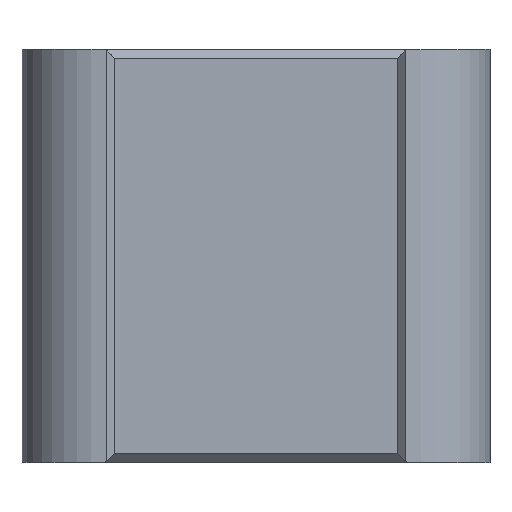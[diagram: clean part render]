
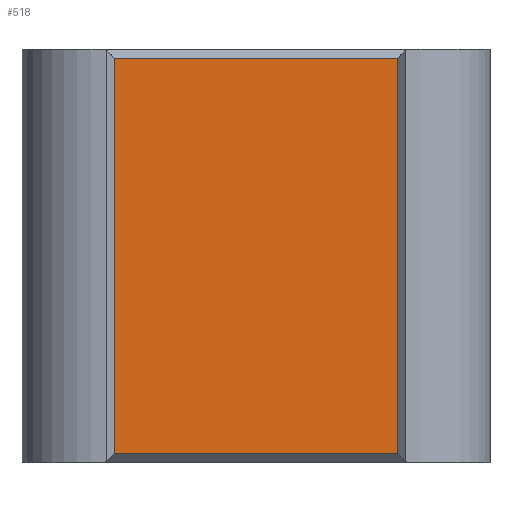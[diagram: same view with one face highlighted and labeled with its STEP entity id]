
A CAD part, top view. The second image highlights one B-rep face of the part: STEP entity #518.
In plain terms, the highlighted planar face has unit normal (0, 0, 1).
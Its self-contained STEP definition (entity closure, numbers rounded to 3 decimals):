
#479=CARTESIAN_POINT('',(0.,0.,0.));
#480=DIRECTION('',(0.,0.,1.));
#481=DIRECTION('',(1.,0.,0.));
#482=AXIS2_PLACEMENT_3D('',#479,#480,#481);
#483=PLANE('',#482);
#484=CARTESIAN_POINT('',(6.06,-7.304,-0.));
#485=VERTEX_POINT('',#484);
#486=CARTESIAN_POINT('',(6.06,7.304,-0.));
#487=VERTEX_POINT('',#486);
#488=CARTESIAN_POINT('',(6.06,-7.304,-0.));
#489=DIRECTION('',(0.,1.,0.));
#490=VECTOR('',#489,14.609);
#491=LINE('',#488,#490);
#492=EDGE_CURVE('',#485,#487,#491,.T.);
#493=ORIENTED_EDGE('',*,*,#492,.T.);
#494=CARTESIAN_POINT('',(-6.06,7.304,0.));
#495=VERTEX_POINT('',#494);
#496=CARTESIAN_POINT('',(6.06,7.304,0.));
#497=DIRECTION('',(-1.,0.,0.));
#498=VECTOR('',#497,12.12);
#499=LINE('',#496,#498);
#500=EDGE_CURVE('',#487,#495,#499,.T.);
#501=ORIENTED_EDGE('',*,*,#500,.T.);
#502=CARTESIAN_POINT('',(-6.06,-7.304,0.));
#503=VERTEX_POINT('',#502);
#504=CARTESIAN_POINT('',(-6.06,-7.304,0.));
#505=DIRECTION('',(0.,1.,0.));
#506=VECTOR('',#505,14.609);
#507=LINE('',#504,#506);
#508=EDGE_CURVE('',#503,#495,#507,.T.);
#509=ORIENTED_EDGE('',*,*,#508,.F.);
#510=CARTESIAN_POINT('',(-6.06,-7.304,0.));
#511=DIRECTION('',(1.,0.,0.));
#512=VECTOR('',#511,12.12);
#513=LINE('',#510,#512);
#514=EDGE_CURVE('',#503,#485,#513,.T.);
#515=ORIENTED_EDGE('',*,*,#514,.T.);
#516=EDGE_LOOP('',(#493,#501,#509,#515));
#517=FACE_BOUND('',#516,.T.);
#518=ADVANCED_FACE('',(#517),#483,.T.);
